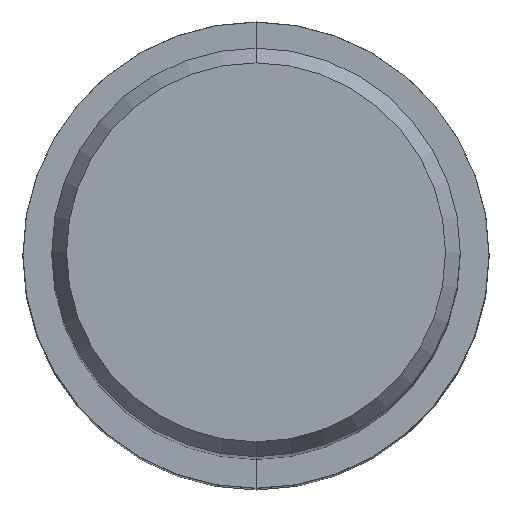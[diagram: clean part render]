
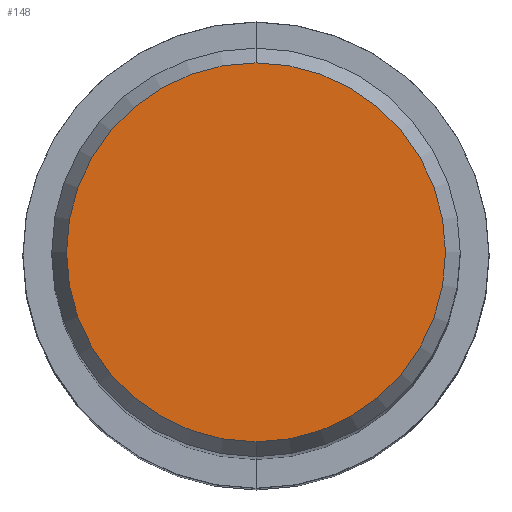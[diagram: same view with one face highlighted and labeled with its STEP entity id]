
A CAD part, top view. The second image highlights one B-rep face of the part: STEP entity #148.
In plain terms, the highlighted planar face has unit normal (0, 0, 1).
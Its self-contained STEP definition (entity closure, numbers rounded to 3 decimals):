
#120=VERTEX_POINT('',#239);
#146=VERTEX_POINT('',#267);
#148=ADVANCED_FACE('',(#269),#270,.T.);
#152=EDGE_CURVE('',#120,#146,#274,.T.);
#170=EDGE_CURVE('',#146,#120,#294,.T.);
#239=CARTESIAN_POINT('',(0.,-5.892,0.01));
#267=CARTESIAN_POINT('',(0.0,5.892,0.01));
#269=FACE_OUTER_BOUND('',#404,.T.);
#270=PLANE('',#405);
#274=CIRCLE('',#410,5.892);
#294=CIRCLE('',#438,5.892);
#404=EDGE_LOOP('',(#537,#538));
#405=AXIS2_PLACEMENT_3D('',#539,#540,#541);
#410=AXIS2_PLACEMENT_3D('',#542,#543,#544);
#438=AXIS2_PLACEMENT_3D('',#567,#568,#569);
#537=ORIENTED_EDGE('',*,*,#170,.F.);
#538=ORIENTED_EDGE('',*,*,#152,.F.);
#539=CARTESIAN_POINT('',(0.0,2.946,0.01));
#540=DIRECTION('',(-0.0,0.0,1.0));
#541=DIRECTION('',(0.0,-1.0,0.0));
#542=CARTESIAN_POINT('',(0.0,0.0,0.01));
#543=DIRECTION('',(0.0,0.0,-1.0));
#544=DIRECTION('',(0.0,1.0,0.0));
#567=CARTESIAN_POINT('',(0.0,0.0,0.01));
#568=DIRECTION('',(0.0,0.0,-1.0));
#569=DIRECTION('',(0.0,1.0,0.0));
